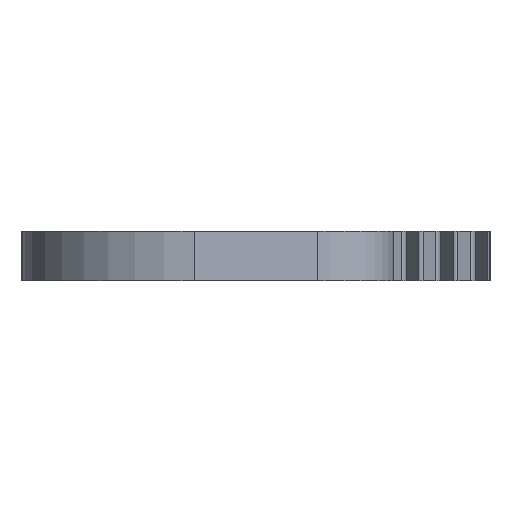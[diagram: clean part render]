
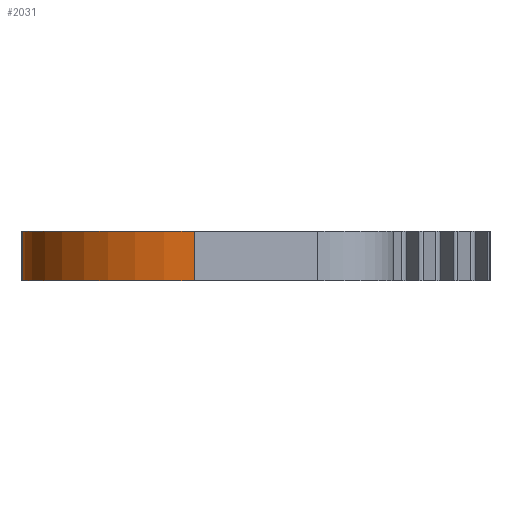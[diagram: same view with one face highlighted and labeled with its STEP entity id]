
A CAD part, left-side view. The second image highlights one B-rep face of the part: STEP entity #2031.
In plain terms, the highlighted cylindrical face has radius 3.5 mm (diameter 7 mm), a partial arc.
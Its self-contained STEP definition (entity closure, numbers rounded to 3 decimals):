
#340=CARTESIAN_POINT('',(-60.0,-3.5,-0.5));
#341=VERTEX_POINT('',#340);
#348=CARTESIAN_POINT('',(-56.5,0.,-0.5));
#349=VERTEX_POINT('',#348);
#350=CARTESIAN_POINT('',(-56.5,-3.5,-0.5));
#351=DIRECTION('',(0.0,0.0,1.0));
#352=DIRECTION('',(0.0,1.0,0.0));
#353=AXIS2_PLACEMENT_3D('',#350,#351,#352);
#354=CIRCLE('',#353,3.5);
#355=EDGE_CURVE('',#349,#341,#354,.T.);
#1988=CARTESIAN_POINT('',(-60.0,-3.5,0.5));
#1989=VERTEX_POINT('',#1988);
#1996=CARTESIAN_POINT('',(-60.0,-3.5,-0.5));
#1997=DIRECTION('',(0.0,0.0,1.0));
#1998=VECTOR('',#1997,1.0);
#1999=LINE('',#1996,#1998);
#2000=EDGE_CURVE('',#341,#1989,#1999,.T.);
#2007=CARTESIAN_POINT('',(-56.5,-3.5,0.0));
#2008=DIRECTION('',(0.0,0.0,1.0));
#2009=DIRECTION('',(0.0,1.0,0.0));
#2010=AXIS2_PLACEMENT_3D('',#2007,#2008,#2009);
#2011=CYLINDRICAL_SURFACE('',#2010,3.5);
#2012=CARTESIAN_POINT('',(-56.5,0.,0.5));
#2013=VERTEX_POINT('',#2012);
#2014=CARTESIAN_POINT('',(-56.5,-3.5,0.5));
#2015=DIRECTION('',(0.0,0.0,-1.0));
#2016=DIRECTION('',(0.0,1.0,0.0));
#2017=AXIS2_PLACEMENT_3D('',#2014,#2015,#2016);
#2018=CIRCLE('',#2017,3.5);
#2019=EDGE_CURVE('',#1989,#2013,#2018,.T.);
#2020=ORIENTED_EDGE('',*,*,#2019,.T.);
#2021=CARTESIAN_POINT('',(-56.5,0.,-0.5));
#2022=DIRECTION('',(0.0,0.0,1.0));
#2023=VECTOR('',#2022,1.0);
#2024=LINE('',#2021,#2023);
#2025=EDGE_CURVE('',#349,#2013,#2024,.T.);
#2026=ORIENTED_EDGE('',*,*,#2025,.F.);
#2027=ORIENTED_EDGE('',*,*,#355,.T.);
#2028=ORIENTED_EDGE('',*,*,#2000,.T.);
#2029=EDGE_LOOP('',(#2020,#2026,#2027,#2028));
#2030=FACE_OUTER_BOUND('',#2029,.T.);
#2031=ADVANCED_FACE('',(#2030),#2011,.T.);
